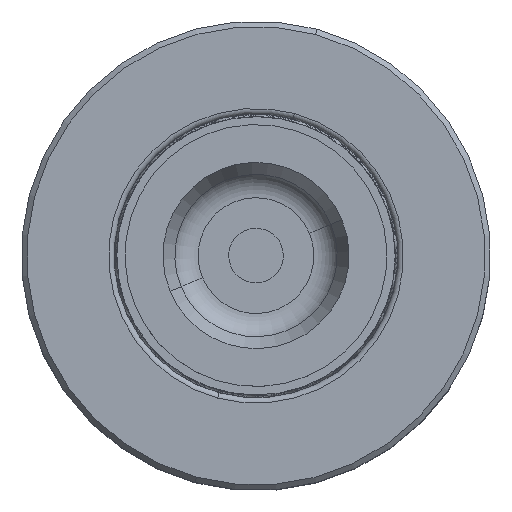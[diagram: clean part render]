
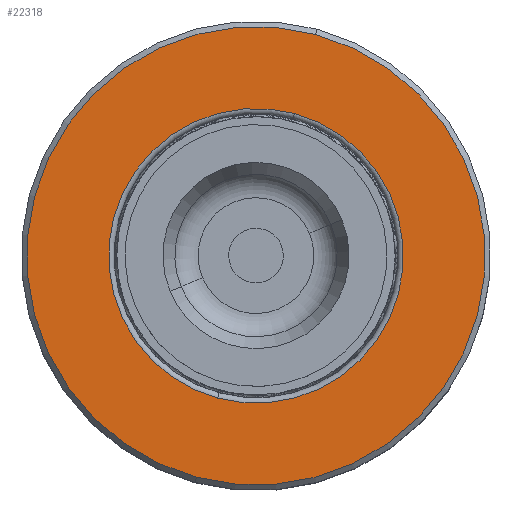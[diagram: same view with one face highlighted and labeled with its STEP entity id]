
A CAD part, top view. The second image highlights one B-rep face of the part: STEP entity #22318.
In plain terms, the highlighted face is planar.
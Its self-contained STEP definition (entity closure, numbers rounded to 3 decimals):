
#83 = CARTESIAN_POINT ( 'NONE',  ( 0., 10.687, -13.5 ) ) ;
#653 = CARTESIAN_POINT ( 'NONE',  ( 0., 10.687, 13.5 ) ) ;
#660 = DIRECTION ( 'NONE',  ( 0., -1., 0. ) ) ;
#1043 = CIRCLE ( 'NONE', #28601, 21. ) ;
#1909 = ORIENTED_EDGE ( 'NONE', *, *, #19741, .F. ) ;
#1937 = DIRECTION ( 'NONE',  ( 0., 0., -1. ) ) ;
#2922 = CARTESIAN_POINT ( 'NONE',  ( 0., 10.687, 21. ) ) ;
#3942 = DIRECTION ( 'NONE',  ( 0., 0., -1. ) ) ;
#4387 = DIRECTION ( 'NONE',  ( 0., 0., -1. ) ) ;
#4707 = DIRECTION ( 'NONE',  ( 0., 0., 1. ) ) ;
#4793 = AXIS2_PLACEMENT_3D ( 'NONE', #27064, #36593, #1937 ) ;
#6703 = DIRECTION ( 'NONE',  ( 0., -1., 0. ) ) ;
#7949 = ORIENTED_EDGE ( 'NONE', *, *, #25777, .T. ) ;
#9350 = CARTESIAN_POINT ( 'NONE',  ( 0., 10.687, -21. ) ) ;
#9719 = FACE_OUTER_BOUND ( 'NONE', #25741, .T. ) ;
#12449 = AXIS2_PLACEMENT_3D ( 'NONE', #38505, #26305, #3942 ) ;
#13005 = EDGE_CURVE ( 'NONE', #33419, #15807, #24899, .T. ) ;
#14059 = ORIENTED_EDGE ( 'NONE', *, *, #29425, .F. ) ;
#15807 = VERTEX_POINT ( 'NONE', #653 ) ;
#18095 = EDGE_LOOP ( 'NONE', ( #32885, #7949 ) ) ;
#18372 = VERTEX_POINT ( 'NONE', #9350 ) ;
#19741 = EDGE_CURVE ( 'NONE', #31959, #18372, #30597, .T. ) ;
#21094 = DIRECTION ( 'NONE',  ( 0., 1., 0. ) ) ;
#22318 = ADVANCED_FACE ( 'NONE', ( #29998, #9719 ), #24157, .T. ) ;
#22997 = AXIS2_PLACEMENT_3D ( 'NONE', #32065, #6703, #35501 ) ;
#24157 = PLANE ( 'NONE',  #33121 ) ;
#24899 = CIRCLE ( 'NONE', #4793, 13.5 ) ;
#25741 = EDGE_LOOP ( 'NONE', ( #14059, #1909 ) ) ;
#25777 = EDGE_CURVE ( 'NONE', #15807, #33419, #38330, .T. ) ;
#26305 = DIRECTION ( 'NONE',  ( 0., -1., 0. ) ) ;
#27064 = CARTESIAN_POINT ( 'NONE',  ( 0., 10.687, 0. ) ) ;
#28601 = AXIS2_PLACEMENT_3D ( 'NONE', #29206, #660, #4387 ) ;
#29206 = CARTESIAN_POINT ( 'NONE',  ( 0., 10.687, 0. ) ) ;
#29425 = EDGE_CURVE ( 'NONE', #18372, #31959, #1043, .T. ) ;
#29998 = FACE_BOUND ( 'NONE', #18095, .T. ) ;
#30597 = CIRCLE ( 'NONE', #22997, 21. ) ;
#31959 = VERTEX_POINT ( 'NONE', #2922 ) ;
#32065 = CARTESIAN_POINT ( 'NONE',  ( 0., 10.687, 0. ) ) ;
#32885 = ORIENTED_EDGE ( 'NONE', *, *, #13005, .T. ) ;
#33121 = AXIS2_PLACEMENT_3D ( 'NONE', #33679, #21094, #4707 ) ;
#33419 = VERTEX_POINT ( 'NONE', #83 ) ;
#33679 = CARTESIAN_POINT ( 'NONE',  ( 21., 10.687, 0. ) ) ;
#35501 = DIRECTION ( 'NONE',  ( 0., 0., -1. ) ) ;
#36593 = DIRECTION ( 'NONE',  ( 0., -1., 0. ) ) ;
#38330 = CIRCLE ( 'NONE', #12449, 13.5 ) ;
#38505 = CARTESIAN_POINT ( 'NONE',  ( 0., 10.687, 0. ) ) ;
